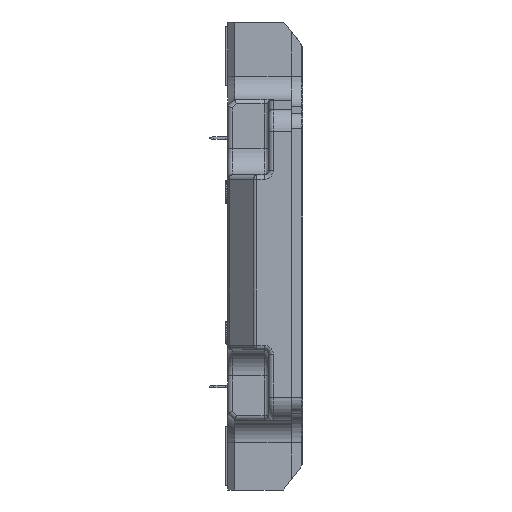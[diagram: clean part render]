
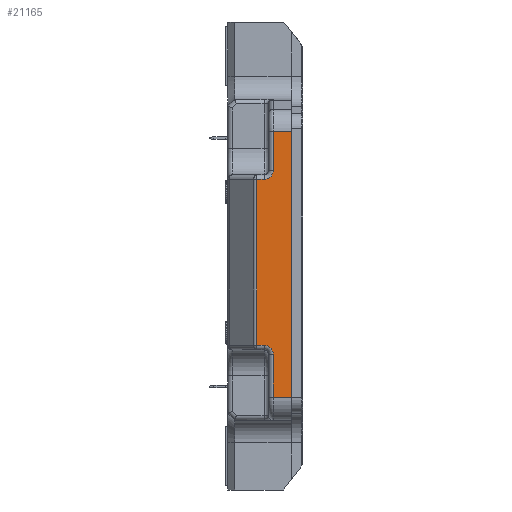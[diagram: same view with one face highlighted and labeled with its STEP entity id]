
A CAD part, left-side view. The second image highlights one B-rep face of the part: STEP entity #21165.
In plain terms, the highlighted planar face has unit normal (-1, 0, 0).
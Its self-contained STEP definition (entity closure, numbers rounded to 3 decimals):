
#1211 = CARTESIAN_POINT ( 'NONE',  ( -65., 0., 28.848 ) ) ;
#1307 = CARTESIAN_POINT ( 'NONE',  ( -65., 14., -29.7 ) ) ;
#1610 = CARTESIAN_POINT ( 'NONE',  ( -65., 7.586, 18.25 ) ) ;
#1623 = EDGE_CURVE ( 'NONE', #25405, #26094, #28911, .T. ) ;
#1649 = DIRECTION ( 'NONE',  ( 1., 0., 0. ) ) ;
#2134 = CARTESIAN_POINT ( 'NONE',  ( -65., 4., -29.7 ) ) ;
#2308 = AXIS2_PLACEMENT_3D ( 'NONE', #23488, #23837, #7591 ) ;
#2563 = VERTEX_POINT ( 'NONE', #16584 ) ;
#2598 = VERTEX_POINT ( 'NONE', #19044 ) ;
#2739 = CARTESIAN_POINT ( 'NONE',  ( -65., 6., 18.25 ) ) ;
#2819 = LINE ( 'NONE', #32347, #28060 ) ;
#4095 = CIRCLE ( 'NONE', #33122, 2. ) ;
#4423 = LINE ( 'NONE', #25706, #6443 ) ;
#4757 = EDGE_LOOP ( 'NONE', ( #10843, #33992, #22211, #21867, #33033, #5184, #23077, #11796, #22329, #28537 ) ) ;
#4787 = DIRECTION ( 'NONE',  ( 0., 0., -1. ) ) ;
#4878 = VECTOR ( 'NONE', #25049, 1000. ) ;
#5184 = ORIENTED_EDGE ( 'NONE', *, *, #13926, .T. ) ;
#5448 = VERTEX_POINT ( 'NONE', #11199 ) ;
#5758 = VERTEX_POINT ( 'NONE', #6259 ) ;
#5793 = LINE ( 'NONE', #27112, #12548 ) ;
#6259 = CARTESIAN_POINT ( 'NONE',  ( -65., 4., -20.25 ) ) ;
#6443 = VECTOR ( 'NONE', #23084, 1000. ) ;
#6538 = DIRECTION ( 'NONE',  ( 0., -1., 0. ) ) ;
#6713 = CARTESIAN_POINT ( 'NONE',  ( -65., 4., 20.25 ) ) ;
#7580 = VECTOR ( 'NONE', #34258, 1000. ) ;
#7591 = DIRECTION ( 'NONE',  ( 0., 0., -1. ) ) ;
#9131 = CARTESIAN_POINT ( 'NONE',  ( -65., 14., -18.25 ) ) ;
#9797 = LINE ( 'NONE', #2134, #7580 ) ;
#10129 = DIRECTION ( 'NONE',  ( -1., 0., 0. ) ) ;
#10843 = ORIENTED_EDGE ( 'NONE', *, *, #19167, .F. ) ;
#11199 = CARTESIAN_POINT ( 'NONE',  ( -65., 4., -29.7 ) ) ;
#11250 = LINE ( 'NONE', #21917, #28371 ) ;
#11796 = ORIENTED_EDGE ( 'NONE', *, *, #1623, .T. ) ;
#12548 = VECTOR ( 'NONE', #32372, 1000. ) ;
#13763 = EDGE_CURVE ( 'NONE', #2563, #30580, #4423, .T. ) ;
#13926 = EDGE_CURVE ( 'NONE', #30952, #24549, #5793, .T. ) ;
#14918 = FACE_OUTER_BOUND ( 'NONE', #4757, .T. ) ;
#15019 = LINE ( 'NONE', #9131, #24553 ) ;
#15245 = CARTESIAN_POINT ( 'NONE',  ( -65., 14., -29.7 ) ) ;
#16584 = CARTESIAN_POINT ( 'NONE',  ( -65., 0., -29.7 ) ) ;
#17286 = EDGE_CURVE ( 'NONE', #25405, #24549, #19031, .T. ) ;
#17343 = CARTESIAN_POINT ( 'NONE',  ( -65., 6., -20.25 ) ) ;
#18074 = DIRECTION ( 'NONE',  ( 0., 1., 0. ) ) ;
#19031 = CIRCLE ( 'NONE', #2308, 2. ) ;
#19039 = DIRECTION ( 'NONE',  ( 0., -1., 0. ) ) ;
#19044 = CARTESIAN_POINT ( 'NONE',  ( -65., 6., -18.25 ) ) ;
#19167 = EDGE_CURVE ( 'NONE', #5758, #2598, #4095, .T. ) ;
#19193 = AXIS2_PLACEMENT_3D ( 'NONE', #15245, #1649, #4787 ) ;
#19338 = EDGE_CURVE ( 'NONE', #30952, #30580, #2819, .T. ) ;
#21165 = ADVANCED_FACE ( 'NONE', ( #14918 ), #33447, .F. ) ;
#21742 = VERTEX_POINT ( 'NONE', #32132 ) ;
#21867 = ORIENTED_EDGE ( 'NONE', *, *, #13763, .T. ) ;
#21917 = CARTESIAN_POINT ( 'NONE',  ( -65., 7.586, -19.25 ) ) ;
#22211 = ORIENTED_EDGE ( 'NONE', *, *, #26651, .T. ) ;
#22329 = ORIENTED_EDGE ( 'NONE', *, *, #29389, .T. ) ;
#23077 = ORIENTED_EDGE ( 'NONE', *, *, #17286, .F. ) ;
#23084 = DIRECTION ( 'NONE',  ( 0., 0., 1. ) ) ;
#23488 = CARTESIAN_POINT ( 'NONE',  ( -65., 6., 20.25 ) ) ;
#23837 = DIRECTION ( 'NONE',  ( -1., 0., 0. ) ) ;
#24239 = VECTOR ( 'NONE', #18074, 1000. ) ;
#24549 = VERTEX_POINT ( 'NONE', #6713 ) ;
#24553 = VECTOR ( 'NONE', #6538, 1000. ) ;
#25049 = DIRECTION ( 'NONE',  ( 0., -1., 0. ) ) ;
#25405 = VERTEX_POINT ( 'NONE', #2739 ) ;
#25706 = CARTESIAN_POINT ( 'NONE',  ( -65., 0., -29.7 ) ) ;
#26094 = VERTEX_POINT ( 'NONE', #1610 ) ;
#26152 = EDGE_CURVE ( 'NONE', #5758, #5448, #9797, .T. ) ;
#26651 = EDGE_CURVE ( 'NONE', #5448, #2563, #28364, .T. ) ;
#27112 = CARTESIAN_POINT ( 'NONE',  ( -65., 4., -29.7 ) ) ;
#27996 = DIRECTION ( 'NONE',  ( 0., 0., -1. ) ) ;
#28060 = VECTOR ( 'NONE', #19039, 1000. ) ;
#28364 = LINE ( 'NONE', #1307, #4878 ) ;
#28371 = VECTOR ( 'NONE', #32581, 1000. ) ;
#28537 = ORIENTED_EDGE ( 'NONE', *, *, #30265, .T. ) ;
#28911 = LINE ( 'NONE', #30840, #24239 ) ;
#29389 = EDGE_CURVE ( 'NONE', #26094, #21742, #11250, .T. ) ;
#30265 = EDGE_CURVE ( 'NONE', #21742, #2598, #15019, .T. ) ;
#30580 = VERTEX_POINT ( 'NONE', #1211 ) ;
#30840 = CARTESIAN_POINT ( 'NONE',  ( -65., 14., 18.25 ) ) ;
#30952 = VERTEX_POINT ( 'NONE', #31023 ) ;
#31023 = CARTESIAN_POINT ( 'NONE',  ( -65., 4., 28.848 ) ) ;
#32132 = CARTESIAN_POINT ( 'NONE',  ( -65., 7.586, -18.25 ) ) ;
#32347 = CARTESIAN_POINT ( 'NONE',  ( -65., 14., 28.848 ) ) ;
#32372 = DIRECTION ( 'NONE',  ( 0., 0., -1. ) ) ;
#32581 = DIRECTION ( 'NONE',  ( 0., 0., -1. ) ) ;
#33033 = ORIENTED_EDGE ( 'NONE', *, *, #19338, .F. ) ;
#33122 = AXIS2_PLACEMENT_3D ( 'NONE', #17343, #10129, #27996 ) ;
#33447 = PLANE ( 'NONE',  #19193 ) ;
#33992 = ORIENTED_EDGE ( 'NONE', *, *, #26152, .T. ) ;
#34258 = DIRECTION ( 'NONE',  ( 0., 0., -1. ) ) ;
